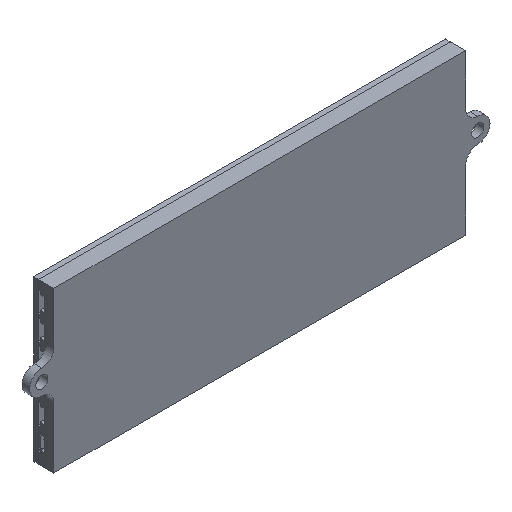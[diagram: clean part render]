
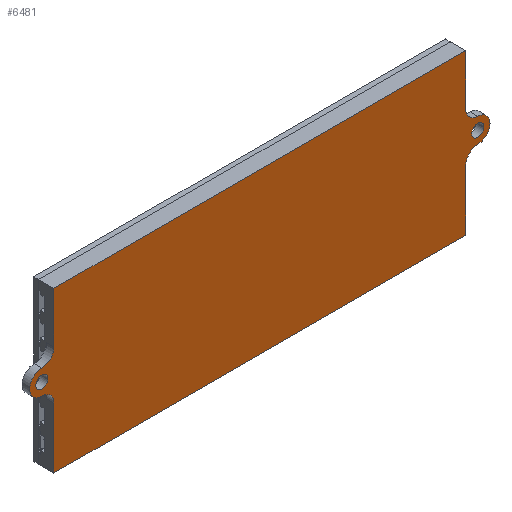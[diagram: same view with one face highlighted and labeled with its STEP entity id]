
A CAD part, isometric view. The second image highlights one B-rep face of the part: STEP entity #6481.
In plain terms, the highlighted planar face has unit normal (0, -1, 0).
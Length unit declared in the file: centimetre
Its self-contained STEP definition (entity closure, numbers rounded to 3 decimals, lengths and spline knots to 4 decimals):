
#418=CIRCLE('',#6812,0.5);
#420=CIRCLE('',#6816,0.5);
#422=CIRCLE('',#6819,0.5);
#424=CIRCLE('',#6822,0.5);
#426=CIRCLE('',#6825,0.5);
#428=CIRCLE('',#6828,0.25);
#430=CIRCLE('',#6832,0.5);
#432=CIRCLE('',#6835,0.25);
#587=VERTEX_POINT('',#8657);
#588=VERTEX_POINT('',#8659);
#591=VERTEX_POINT('',#8665);
#592=VERTEX_POINT('',#8666);
#670=VERTEX_POINT('',#8875);
#671=VERTEX_POINT('',#8877);
#680=VERTEX_POINT('',#8896);
#682=VERTEX_POINT('',#8901);
#683=VERTEX_POINT('',#8902);
#685=VERTEX_POINT('',#8908);
#687=VERTEX_POINT('',#8914);
#689=VERTEX_POINT('',#8920);
#691=VERTEX_POINT('',#8929);
#693=VERTEX_POINT('',#8938);
#1208=VECTOR('',#7262,1.);
#1321=VECTOR('',#7411,1.);
#1336=VECTOR('',#7478,1.);
#1337=VECTOR('',#7480,1.);
#1970=LINE('',#8658,#1208);
#2083=LINE('',#8897,#1321);
#2098=LINE('',#8956,#1336);
#2099=LINE('',#8958,#1337);
#2732=EDGE_CURVE('',#587,#588,#1970,.T.);
#2736=EDGE_CURVE('',#591,#592,#1970,.T.);
#2849=EDGE_CURVE('',#670,#671,#418,.T.);
#2860=EDGE_CURVE('',#680,#670,#2083,.T.);
#2863=EDGE_CURVE('',#682,#683,#2083,.T.);
#2866=EDGE_CURVE('',#588,#685,#420,.T.);
#2870=EDGE_CURVE('',#687,#591,#422,.T.);
#2873=EDGE_CURVE('',#689,#682,#424,.T.);
#2875=EDGE_CURVE('',#685,#687,#426,.T.);
#2877=EDGE_CURVE('',#691,#691,#428,.T.);
#2879=EDGE_CURVE('',#689,#671,#430,.T.);
#2881=EDGE_CURVE('',#693,#693,#432,.T.);
#2890=EDGE_CURVE('',#592,#680,#2098,.T.);
#2891=EDGE_CURVE('',#683,#587,#2099,.T.);
#3940=ORIENTED_EDGE('',*,*,#2877,.T.);
#3941=ORIENTED_EDGE('',*,*,#2881,.F.);
#3942=ORIENTED_EDGE('',*,*,#2860,.F.);
#3943=ORIENTED_EDGE('',*,*,#2890,.F.);
#3944=ORIENTED_EDGE('',*,*,#2736,.F.);
#3945=ORIENTED_EDGE('',*,*,#2870,.F.);
#3946=ORIENTED_EDGE('',*,*,#2875,.F.);
#3947=ORIENTED_EDGE('',*,*,#2866,.F.);
#3948=ORIENTED_EDGE('',*,*,#2732,.F.);
#3949=ORIENTED_EDGE('',*,*,#2891,.F.);
#3950=ORIENTED_EDGE('',*,*,#2863,.F.);
#3951=ORIENTED_EDGE('',*,*,#2873,.F.);
#3952=ORIENTED_EDGE('',*,*,#2879,.T.);
#3953=ORIENTED_EDGE('',*,*,#2849,.F.);
#5409=EDGE_LOOP('',(#3940));
#5410=EDGE_LOOP('',(#3941));
#5411=EDGE_LOOP('',(#3942,#3943,#3944,#3945,#3946,#3947,#3948,#3949,#3950,
#3951,#3952,#3953));
#5947=FACE_BOUND('',#5409,.T.);
#5948=FACE_BOUND('',#5410,.T.);
#5949=FACE_BOUND('',#5411,.T.);
#6481=ADVANCED_FACE('',(#5947,#5948,#5949),#10490,.F.);
#6812=AXIS2_PLACEMENT_3D('',#8876,#7399,#7400);
#6816=AXIS2_PLACEMENT_3D('',#8907,#7419,#7420);
#6819=AXIS2_PLACEMENT_3D('',#8915,#7427,#7428);
#6822=AXIS2_PLACEMENT_3D('',#8921,#7434,#7435);
#6825=AXIS2_PLACEMENT_3D('',#8924,#7440,#7441);
#6828=AXIS2_PLACEMENT_3D('',#8928,#7446,#7447);
#6832=AXIS2_PLACEMENT_3D('',#8933,#7453,#7454);
#6835=AXIS2_PLACEMENT_3D('',#8937,#7459,#7460);
#6846=AXIS2_PLACEMENT_3D('',#8959,#7481,$);
#7262=DIRECTION('',(0.,0.,-1.));
#7399=DIRECTION('',(0.,-1.,0.));
#7400=DIRECTION('',(0.354,0.,0.354));
#7411=DIRECTION('',(0.,0.,1.));
#7419=DIRECTION('',(0.,-1.,0.));
#7420=DIRECTION('',(-0.354,0.,-0.354));
#7427=DIRECTION('',(0.,-1.,0.));
#7428=DIRECTION('',(-0.354,0.,0.354));
#7434=DIRECTION('',(0.,-1.,0.));
#7435=DIRECTION('',(0.354,0.,-0.354));
#7440=DIRECTION('',(0.,1.,0.));
#7441=DIRECTION('',(-0.5,0.,0.));
#7446=DIRECTION('',(0.,1.,0.));
#7447=DIRECTION('',(-0.25,0.,0.));
#7453=DIRECTION('',(0.,-1.,0.));
#7454=DIRECTION('',(0.5,0.,0.));
#7459=DIRECTION('',(0.,-1.,0.));
#7460=DIRECTION('',(0.25,0.,0.));
#7478=DIRECTION('',(-1.,0.,0.));
#7480=DIRECTION('',(1.,0.,0.));
#7481=DIRECTION('',(0.,1.,0.));
#8657=CARTESIAN_POINT('',(8.5,-0.3175,3.3));
#8658=CARTESIAN_POINT('',(8.5,-0.3175,3.3));
#8659=CARTESIAN_POINT('',(8.5,-0.3175,1.2));
#8665=CARTESIAN_POINT('',(8.5,-0.3175,-0.8));
#8666=CARTESIAN_POINT('',(8.5,-0.3175,-3.3));
#8875=CARTESIAN_POINT('',(-8.5,-0.3175,-0.8));
#8876=CARTESIAN_POINT('',(-9.,-0.3175,-0.8));
#8877=CARTESIAN_POINT('',(-9.,-0.3175,-0.3));
#8896=CARTESIAN_POINT('',(-8.5,-0.3175,-3.3));
#8897=CARTESIAN_POINT('',(-8.5,-0.3175,-3.3));
#8901=CARTESIAN_POINT('',(-8.5,-0.3175,1.2));
#8902=CARTESIAN_POINT('',(-8.5,-0.3175,3.3));
#8907=CARTESIAN_POINT('',(9.,-0.3175,1.2));
#8908=CARTESIAN_POINT('',(9.,-0.3175,0.7));
#8914=CARTESIAN_POINT('',(9.,-0.3175,-0.3));
#8915=CARTESIAN_POINT('',(9.,-0.3175,-0.8));
#8920=CARTESIAN_POINT('',(-9.,-0.3175,0.7));
#8921=CARTESIAN_POINT('',(-9.,-0.3175,1.2));
#8924=CARTESIAN_POINT('',(9.,-0.3175,0.2));
#8928=CARTESIAN_POINT('',(9.,-0.3175,0.2));
#8929=CARTESIAN_POINT('',(8.75,-0.3175,0.2));
#8933=CARTESIAN_POINT('',(-9.,-0.3175,0.2));
#8937=CARTESIAN_POINT('',(-9.,-0.3175,0.2));
#8938=CARTESIAN_POINT('',(-8.75,-0.3175,0.2));
#8956=CARTESIAN_POINT('',(8.5,-0.3175,-3.3));
#8958=CARTESIAN_POINT('',(-8.5,-0.3175,3.3));
#8959=CARTESIAN_POINT('',(0.,-0.3175,0.));
#10490=PLANE('',#6846);
